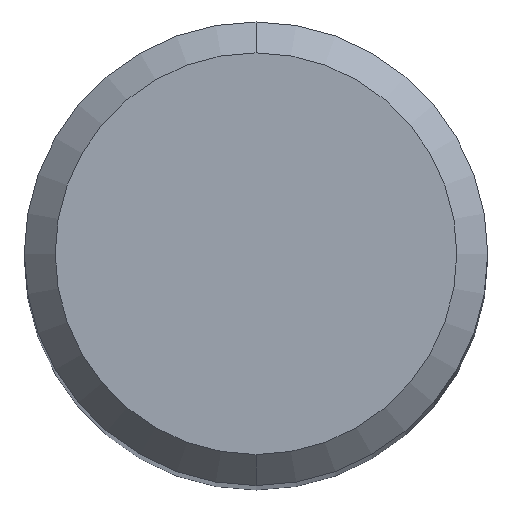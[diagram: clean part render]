
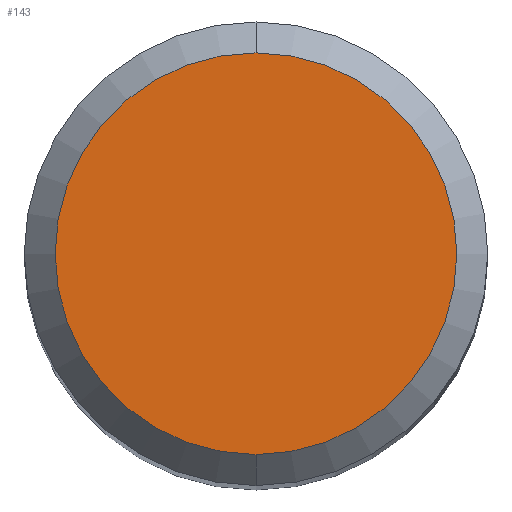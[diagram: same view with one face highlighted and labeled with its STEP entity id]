
A CAD part, top view. The second image highlights one B-rep face of the part: STEP entity #143.
In plain terms, the highlighted planar face has unit normal (0, 0, 1).
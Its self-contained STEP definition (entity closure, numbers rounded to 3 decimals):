
#135=VERTEX_POINT('',#293);
#139=VERTEX_POINT('',#298);
#143=ADVANCED_FACE('',(#302),#303,.T.);
#157=EDGE_CURVE('',#135,#139,#318,.T.);
#171=EDGE_CURVE('',#139,#135,#332,.T.);
#293=CARTESIAN_POINT('',(0.0,2.6,0.0));
#298=CARTESIAN_POINT('',(0.,-2.6,0.0));
#302=FACE_OUTER_BOUND('',#474,.T.);
#303=PLANE('',#475);
#318=CIRCLE('',#494,2.6);
#332=CIRCLE('',#517,2.6);
#474=EDGE_LOOP('',(#680,#681));
#475=AXIS2_PLACEMENT_3D('',#682,#683,#684);
#494=AXIS2_PLACEMENT_3D('',#697,#698,#699);
#517=AXIS2_PLACEMENT_3D('',#709,#710,#711);
#680=ORIENTED_EDGE('',*,*,#157,.F.);
#681=ORIENTED_EDGE('',*,*,#171,.F.);
#682=CARTESIAN_POINT('',(0.0,1.3,0.0));
#683=DIRECTION('',(-0.0,0.0,1.0));
#684=DIRECTION('',(0.0,-1.0,0.0));
#697=CARTESIAN_POINT('',(0.0,0.0,0.0));
#698=DIRECTION('',(0.0,0.0,-1.0));
#699=DIRECTION('',(0.0,1.0,0.0));
#709=CARTESIAN_POINT('',(0.0,0.0,0.0));
#710=DIRECTION('',(0.0,0.0,-1.0));
#711=DIRECTION('',(0.0,1.0,0.0));
